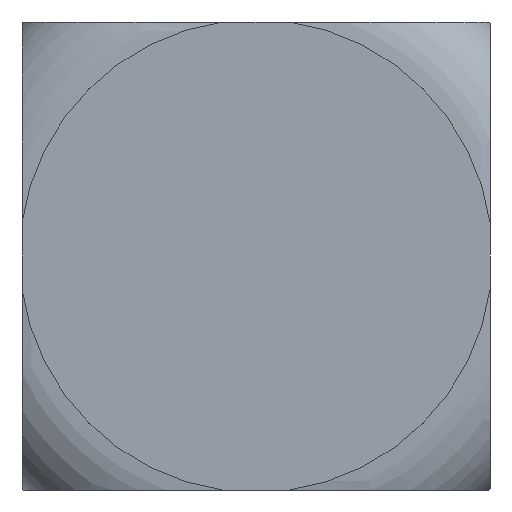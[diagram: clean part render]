
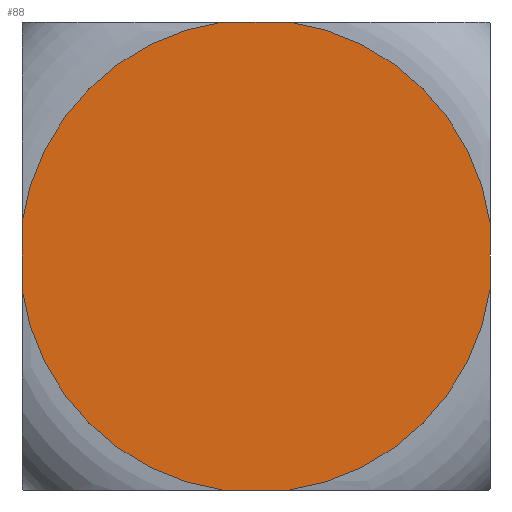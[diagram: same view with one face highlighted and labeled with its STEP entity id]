
A CAD part, left-side view. The second image highlights one B-rep face of the part: STEP entity #88.
In plain terms, the highlighted planar face has unit normal (-1, 0, 0).
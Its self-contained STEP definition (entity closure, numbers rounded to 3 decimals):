
#88 = ADVANCED_FACE( '', ( #130 ), #131, .T. );
#130 = FACE_OUTER_BOUND( '', #186, .T. );
#131 = PLANE( '', #187 );
#186 = EDGE_LOOP( '', ( #328, #329, #330, #331, #332, #333, #334, #335 ) );
#187 = AXIS2_PLACEMENT_3D( '', #336, #337, #338 );
#328 = ORIENTED_EDGE( '', *, *, #477, .T. );
#329 = ORIENTED_EDGE( '', *, *, #496, .T. );
#330 = ORIENTED_EDGE( '', *, *, #495, .T. );
#331 = ORIENTED_EDGE( '', *, *, #497, .T. );
#332 = ORIENTED_EDGE( '', *, *, #489, .T. );
#333 = ORIENTED_EDGE( '', *, *, #498, .T. );
#334 = ORIENTED_EDGE( '', *, *, #483, .T. );
#335 = ORIENTED_EDGE( '', *, *, #499, .T. );
#336 = CARTESIAN_POINT( '', ( 0., 3.283, 0. ) );
#337 = DIRECTION( '', ( -1., 0., 0. ) );
#338 = DIRECTION( '', ( 0., 1., 0. ) );
#477 = EDGE_CURVE( '', #568, #573, #575, .T. );
#483 = EDGE_CURVE( '', #577, #584, #586, .T. );
#489 = EDGE_CURVE( '', #588, #596, #598, .T. );
#495 = EDGE_CURVE( '', #600, #607, #609, .T. );
#496 = EDGE_CURVE( '', #573, #600, #610, .T. );
#497 = EDGE_CURVE( '', #607, #588, #611, .T. );
#498 = EDGE_CURVE( '', #596, #577, #612, .T. );
#499 = EDGE_CURVE( '', #584, #568, #613, .T. );
#568 = VERTEX_POINT( '', #695 );
#573 = VERTEX_POINT( '', #727 );
#575 = LINE( '', #754, #755 );
#577 = VERTEX_POINT( '', #757 );
#584 = VERTEX_POINT( '', #792 );
#586 = LINE( '', #819, #820 );
#588 = VERTEX_POINT( '', #822 );
#596 = VERTEX_POINT( '', #858 );
#598 = LINE( '', #885, #886 );
#600 = VERTEX_POINT( '', #888 );
#607 = VERTEX_POINT( '', #923 );
#609 = LINE( '', #950, #951 );
#610 = CIRCLE( '', #952, 6.565 );
#611 = CIRCLE( '', #953, 6.565 );
#612 = CIRCLE( '', #954, 6.565 );
#613 = CIRCLE( '', #955, 6.565 );
#695 = CARTESIAN_POINT( '', ( 0., -0.922, 6.5 ) );
#727 = CARTESIAN_POINT( '', ( 0., 0.922, 6.5 ) );
#754 = CARTESIAN_POINT( '', ( 0., 4.891, 6.5 ) );
#755 = VECTOR( '', #1041, 1. );
#757 = CARTESIAN_POINT( '', ( 0., -6.5, -0.922 ) );
#792 = CARTESIAN_POINT( '', ( 0., -6.5, 0.922 ) );
#819 = CARTESIAN_POINT( '', ( 0., -6.5, 3.25 ) );
#820 = VECTOR( '', #1045, 1. );
#822 = CARTESIAN_POINT( '', ( 0., 0.922, -6.5 ) );
#858 = CARTESIAN_POINT( '', ( 0., -0.922, -6.5 ) );
#885 = CARTESIAN_POINT( '', ( 0., -1.609, -6.5 ) );
#886 = VECTOR( '', #1049, 1. );
#888 = CARTESIAN_POINT( '', ( 0., 6.5, 0.922 ) );
#923 = CARTESIAN_POINT( '', ( 0., 6.5, -0.922 ) );
#950 = CARTESIAN_POINT( '', ( 0., 6.5, -3.25 ) );
#951 = VECTOR( '', #1053, 1. );
#952 = AXIS2_PLACEMENT_3D( '', #1054, #1055, #1056 );
#953 = AXIS2_PLACEMENT_3D( '', #1057, #1058, #1059 );
#954 = AXIS2_PLACEMENT_3D( '', #1060, #1061, #1062 );
#955 = AXIS2_PLACEMENT_3D( '', #1063, #1064, #1065 );
#1041 = DIRECTION( '', ( 0., 1., 0. ) );
#1045 = DIRECTION( '', ( 0., 0., 1. ) );
#1049 = DIRECTION( '', ( 0., -1., 0. ) );
#1053 = DIRECTION( '', ( 0., 0., -1. ) );
#1054 = CARTESIAN_POINT( '', ( 0., 0., 0. ) );
#1055 = DIRECTION( '', ( -1., 0., 0. ) );
#1056 = DIRECTION( '', ( 0., 1., 0. ) );
#1057 = CARTESIAN_POINT( '', ( 0., 0., 0. ) );
#1058 = DIRECTION( '', ( -1., 0., 0. ) );
#1059 = DIRECTION( '', ( 0., 1., 0. ) );
#1060 = CARTESIAN_POINT( '', ( 0., 0., 0. ) );
#1061 = DIRECTION( '', ( -1., 0., 0. ) );
#1062 = DIRECTION( '', ( 0., 1., 0. ) );
#1063 = CARTESIAN_POINT( '', ( 0., 0., 0. ) );
#1064 = DIRECTION( '', ( -1., 0., 0. ) );
#1065 = DIRECTION( '', ( 0., 1., 0. ) );
